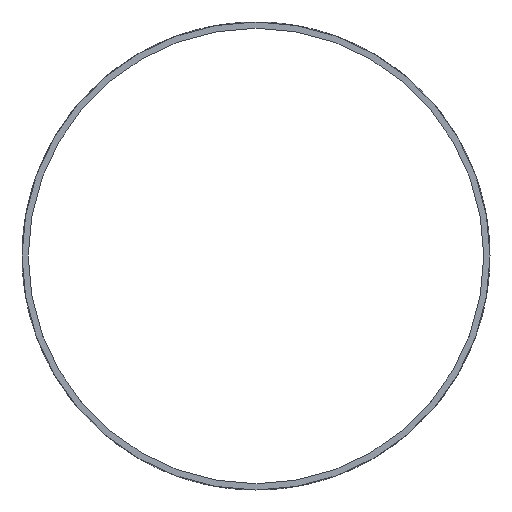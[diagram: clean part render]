
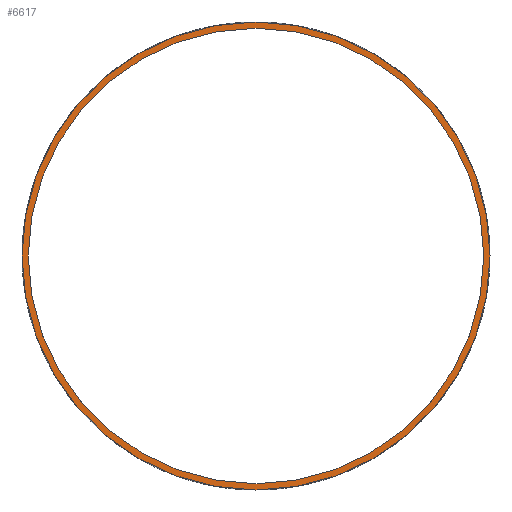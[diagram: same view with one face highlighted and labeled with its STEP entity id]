
A CAD part, left-side view. The second image highlights one B-rep face of the part: STEP entity #6617.
In plain terms, the highlighted planar face has unit normal (-1, 0, 0).
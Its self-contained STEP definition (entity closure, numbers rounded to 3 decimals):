
#131 = DIRECTION ( 'NONE',  ( 0., 0., -1. ) ) ;
#363 = DIRECTION ( 'NONE',  ( 0., 0., -1. ) ) ;
#2043 = DIRECTION ( 'NONE',  ( 0., 0., -1. ) ) ;
#3132 = CARTESIAN_POINT ( 'NONE',  ( -43., 0., 54.375 ) ) ;
#4050 = DIRECTION ( 'NONE',  ( 0., 0., -1. ) ) ;
#4245 = FACE_BOUND ( 'NONE', #5766, .T. ) ;
#4286 = DIRECTION ( 'NONE',  ( 1., 0., 0. ) ) ;
#5017 = VERTEX_POINT ( 'NONE', #22153 ) ;
#5766 = EDGE_LOOP ( 'NONE', ( #17543, #21441 ) ) ;
#6097 = AXIS2_PLACEMENT_3D ( 'NONE', #28567, #6588, #2043 ) ;
#6111 = DIRECTION ( 'NONE',  ( 1., 0., 0. ) ) ;
#6588 = DIRECTION ( 'NONE',  ( 1., 0., 0. ) ) ;
#6617 = ADVANCED_FACE ( 'NONE', ( #4245, #19624 ), #13178, .F. ) ;
#10956 = AXIS2_PLACEMENT_3D ( 'NONE', #23774, #4286, #19814 ) ;
#11273 = CARTESIAN_POINT ( 'NONE',  ( -43., 0., 0. ) ) ;
#11511 = VERTEX_POINT ( 'NONE', #16171 ) ;
#11640 = CIRCLE ( 'NONE', #23327, 55.875 ) ;
#12781 = VERTEX_POINT ( 'NONE', #13040 ) ;
#13040 = CARTESIAN_POINT ( 'NONE',  ( -43., 0., 55.875 ) ) ;
#13178 = PLANE ( 'NONE',  #6097 ) ;
#14453 = AXIS2_PLACEMENT_3D ( 'NONE', #18245, #23071, #363 ) ;
#15846 = VERTEX_POINT ( 'NONE', #3132 ) ;
#16171 = CARTESIAN_POINT ( 'NONE',  ( -43., 0., -54.375 ) ) ;
#17102 = CARTESIAN_POINT ( 'NONE',  ( -43., 0., 0. ) ) ;
#17543 = ORIENTED_EDGE ( 'NONE', *, *, #27418, .T. ) ;
#18245 = CARTESIAN_POINT ( 'NONE',  ( -43., 0., 0. ) ) ;
#19325 = CIRCLE ( 'NONE', #26817, 54.375 ) ;
#19486 = EDGE_CURVE ( 'NONE', #5017, #12781, #11640, .T. ) ;
#19624 = FACE_OUTER_BOUND ( 'NONE', #25449, .T. ) ;
#19752 = EDGE_CURVE ( 'NONE', #12781, #5017, #27097, .T. ) ;
#19814 = DIRECTION ( 'NONE',  ( 0., 0., -1. ) ) ;
#19960 = ORIENTED_EDGE ( 'NONE', *, *, #19486, .F. ) ;
#21441 = ORIENTED_EDGE ( 'NONE', *, *, #28312, .T. ) ;
#22153 = CARTESIAN_POINT ( 'NONE',  ( -43., 0., -55.875 ) ) ;
#22455 = ORIENTED_EDGE ( 'NONE', *, *, #19752, .F. ) ;
#23071 = DIRECTION ( 'NONE',  ( 1., 0., 0. ) ) ;
#23327 = AXIS2_PLACEMENT_3D ( 'NONE', #11273, #24904, #131 ) ;
#23591 = CIRCLE ( 'NONE', #10956, 54.375 ) ;
#23774 = CARTESIAN_POINT ( 'NONE',  ( -43., 0., 0. ) ) ;
#24904 = DIRECTION ( 'NONE',  ( 1., 0., 0. ) ) ;
#25449 = EDGE_LOOP ( 'NONE', ( #22455, #19960 ) ) ;
#26817 = AXIS2_PLACEMENT_3D ( 'NONE', #17102, #6111, #4050 ) ;
#27097 = CIRCLE ( 'NONE', #14453, 55.875 ) ;
#27418 = EDGE_CURVE ( 'NONE', #15846, #11511, #19325, .T. ) ;
#28312 = EDGE_CURVE ( 'NONE', #11511, #15846, #23591, .T. ) ;
#28567 = CARTESIAN_POINT ( 'NONE',  ( -43., 0., 0. ) ) ;
